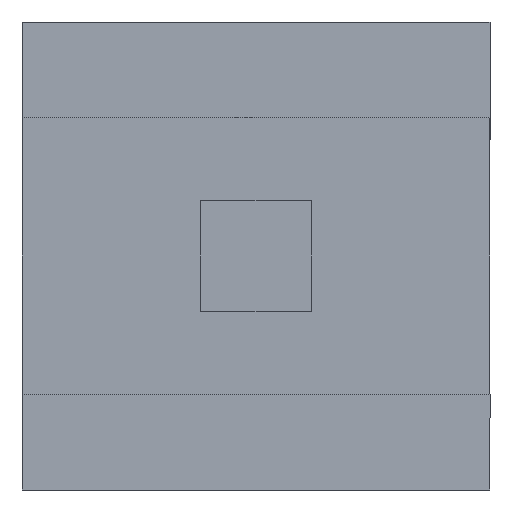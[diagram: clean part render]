
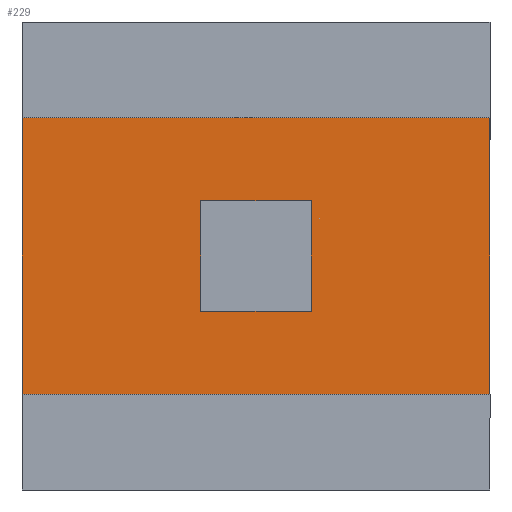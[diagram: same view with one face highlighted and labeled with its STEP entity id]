
A CAD part, front view. The second image highlights one B-rep face of the part: STEP entity #229.
In plain terms, the highlighted planar face has unit normal (0, -1, 0).
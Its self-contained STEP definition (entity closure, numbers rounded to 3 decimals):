
#24 = CARTESIAN_POINT ( 'NONE',  ( 1.27, 0.5, -1.27 ) ) ;
#41 = CARTESIAN_POINT ( 'NONE',  ( -1.5, 0.5, -0.75 ) ) ;
#44 = VERTEX_POINT ( 'NONE', #416 ) ;
#61 = LINE ( 'NONE', #318, #645 ) ;
#95 = PLANE ( 'NONE',  #210 ) ;
#149 = VECTOR ( 'NONE', #190, 1000. ) ;
#156 = EDGE_CURVE ( 'NONE', #208, #585, #737, .T. ) ;
#188 = VERTEX_POINT ( 'NONE', #264 ) ;
#190 = DIRECTION ( 'NONE',  ( 0., 0., 1. ) ) ;
#193 = ORIENTED_EDGE ( 'NONE', *, *, #156, .F. ) ;
#200 = EDGE_CURVE ( 'NONE', #44, #188, #424, .T. ) ;
#208 = VERTEX_POINT ( 'NONE', #603 ) ;
#210 = AXIS2_PLACEMENT_3D ( 'NONE', #211, #670, #317 ) ;
#211 = CARTESIAN_POINT ( 'NONE',  ( 0., 0.5, 0. ) ) ;
#229 = ADVANCED_FACE ( 'NONE', ( #529 ), #95, .F. ) ;
#242 = ORIENTED_EDGE ( 'NONE', *, *, #272, .F. ) ;
#264 = CARTESIAN_POINT ( 'NONE',  ( 1.27, 0.5, 0.75 ) ) ;
#272 = EDGE_CURVE ( 'NONE', #585, #44, #61, .T. ) ;
#274 = VECTOR ( 'NONE', #720, 1000. ) ;
#296 = LINE ( 'NONE', #24, #149 ) ;
#312 = CARTESIAN_POINT ( 'NONE',  ( -1.5, 0.5, 0.75 ) ) ;
#317 = DIRECTION ( 'NONE',  ( 0., 0., 1. ) ) ;
#318 = CARTESIAN_POINT ( 'NONE',  ( -1.27, 0.5, -1.27 ) ) ;
#373 = DIRECTION ( 'NONE',  ( 1., 0., 0. ) ) ;
#416 = CARTESIAN_POINT ( 'NONE',  ( -1.27, 0.5, 0.75 ) ) ;
#424 = LINE ( 'NONE', #312, #547 ) ;
#462 = CARTESIAN_POINT ( 'NONE',  ( -1.27, 0.5, -0.75 ) ) ;
#466 = ORIENTED_EDGE ( 'NONE', *, *, #649, .T. ) ;
#470 = ORIENTED_EDGE ( 'NONE', *, *, #200, .F. ) ;
#492 = DIRECTION ( 'NONE',  ( 0., 0., 1. ) ) ;
#529 = FACE_OUTER_BOUND ( 'NONE', #579, .T. ) ;
#547 = VECTOR ( 'NONE', #373, 1000. ) ;
#579 = EDGE_LOOP ( 'NONE', ( #193, #466, #470, #242 ) ) ;
#585 = VERTEX_POINT ( 'NONE', #462 ) ;
#603 = CARTESIAN_POINT ( 'NONE',  ( 1.27, 0.5, -0.75 ) ) ;
#645 = VECTOR ( 'NONE', #492, 1000. ) ;
#649 = EDGE_CURVE ( 'NONE', #208, #188, #296, .T. ) ;
#670 = DIRECTION ( 'NONE',  ( 0., 1., 0. ) ) ;
#720 = DIRECTION ( 'NONE',  ( -1., 0., 0. ) ) ;
#737 = LINE ( 'NONE', #41, #274 ) ;
